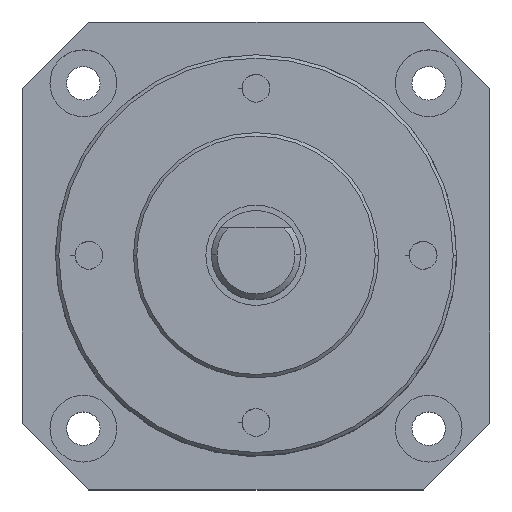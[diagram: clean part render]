
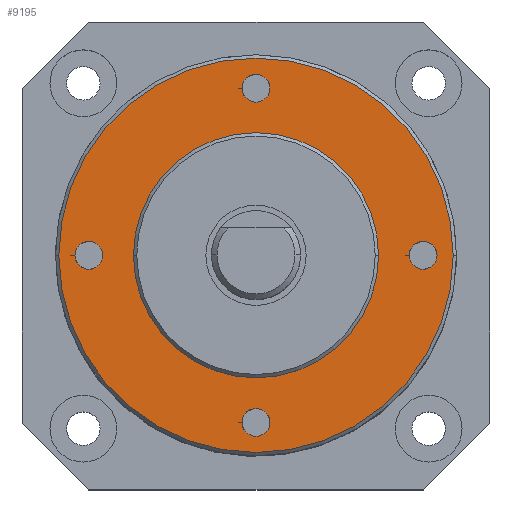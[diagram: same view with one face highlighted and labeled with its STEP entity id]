
A CAD part, top view. The second image highlights one B-rep face of the part: STEP entity #9195.
In plain terms, the highlighted planar face has unit normal (0, 0, 1).
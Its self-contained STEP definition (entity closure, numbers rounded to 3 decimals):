
#126 = EDGE_LOOP ( 'NONE', ( #1213, #1696 ) ) ;
#308 = CARTESIAN_POINT ( 'NONE',  ( -11., 0., 9. ) ) ;
#350 = CIRCLE ( 'NONE', #10346, 1.25 ) ;
#357 = EDGE_CURVE ( 'NONE', #903, #8634, #4687, .T. ) ;
#431 = FACE_OUTER_BOUND ( 'NONE', #2277, .T. ) ;
#454 = DIRECTION ( 'NONE',  ( 0., 0., 1. ) ) ;
#649 = CARTESIAN_POINT ( 'NONE',  ( 0., 0., 9. ) ) ;
#903 = VERTEX_POINT ( 'NONE', #10254 ) ;
#944 = CIRCLE ( 'NONE', #5743, 1.25 ) ;
#1117 = FACE_BOUND ( 'NONE', #6716, .T. ) ;
#1213 = ORIENTED_EDGE ( 'NONE', *, *, #8312, .F. ) ;
#1293 = EDGE_CURVE ( 'NONE', #3072, #7265, #7049, .T. ) ;
#1422 = VERTEX_POINT ( 'NONE', #4705 ) ;
#1436 = AXIS2_PLACEMENT_3D ( 'NONE', #9657, #5390, #3890 ) ;
#1493 = CARTESIAN_POINT ( 'NONE',  ( 15., 0., 9. ) ) ;
#1696 = ORIENTED_EDGE ( 'NONE', *, *, #9847, .F. ) ;
#1732 = DIRECTION ( 'NONE',  ( 0., 0., 1. ) ) ;
#1757 = CARTESIAN_POINT ( 'NONE',  ( 1.25, -15., 9. ) ) ;
#1997 = FACE_BOUND ( 'NONE', #126, .T. ) ;
#2239 = AXIS2_PLACEMENT_3D ( 'NONE', #3930, #10906, #8270 ) ;
#2277 = EDGE_LOOP ( 'NONE', ( #10318, #5325 ) ) ;
#2280 = ORIENTED_EDGE ( 'NONE', *, *, #10532, .F. ) ;
#2303 = CARTESIAN_POINT ( 'NONE',  ( -16.25, 0., 9. ) ) ;
#2309 = AXIS2_PLACEMENT_3D ( 'NONE', #649, #4058, #7455 ) ;
#2508 = CARTESIAN_POINT ( 'NONE',  ( 0., 15., 9. ) ) ;
#2595 = EDGE_CURVE ( 'NONE', #7765, #1422, #4316, .T. ) ;
#2623 = DIRECTION ( 'NONE',  ( 0., 0., 1. ) ) ;
#2661 = AXIS2_PLACEMENT_3D ( 'NONE', #6256, #7987, #6697 ) ;
#2937 = CARTESIAN_POINT ( 'NONE',  ( 13.75, 0., 9. ) ) ;
#3043 = ORIENTED_EDGE ( 'NONE', *, *, #3830, .F. ) ;
#3072 = VERTEX_POINT ( 'NONE', #4750 ) ;
#3172 = CARTESIAN_POINT ( 'NONE',  ( 1.25, 15., 9. ) ) ;
#3229 = DIRECTION ( 'NONE',  ( 1., 0., 0. ) ) ;
#3321 = DIRECTION ( 'NONE',  ( 0., 0., 1. ) ) ;
#3331 = CARTESIAN_POINT ( 'NONE',  ( 16.25, 0., 9. ) ) ;
#3350 = DIRECTION ( 'NONE',  ( 1., 0., 0. ) ) ;
#3736 = CIRCLE ( 'NONE', #3926, 1.25 ) ;
#3749 = VERTEX_POINT ( 'NONE', #5966 ) ;
#3830 = EDGE_CURVE ( 'NONE', #8634, #903, #944, .T. ) ;
#3834 = FACE_BOUND ( 'NONE', #6539, .T. ) ;
#3890 = DIRECTION ( 'NONE',  ( 1., 0., 0. ) ) ;
#3926 = AXIS2_PLACEMENT_3D ( 'NONE', #1493, #4110, #8286 ) ;
#3930 = CARTESIAN_POINT ( 'NONE',  ( -15., 0., 9. ) ) ;
#4058 = DIRECTION ( 'NONE',  ( 0., 0., 1. ) ) ;
#4110 = DIRECTION ( 'NONE',  ( 0., 0., 1. ) ) ;
#4159 = CARTESIAN_POINT ( 'NONE',  ( 0., -15., 9. ) ) ;
#4277 = CIRCLE ( 'NONE', #7484, 11. ) ;
#4306 = CARTESIAN_POINT ( 'NONE',  ( 0., 0., 9. ) ) ;
#4316 = CIRCLE ( 'NONE', #5555, 1.25 ) ;
#4354 = DIRECTION ( 'NONE',  ( 0., 0., 1. ) ) ;
#4403 = DIRECTION ( 'NONE',  ( 0., 0., 1. ) ) ;
#4414 = EDGE_CURVE ( 'NONE', #7265, #3072, #7472, .T. ) ;
#4575 = VERTEX_POINT ( 'NONE', #2303 ) ;
#4687 = CIRCLE ( 'NONE', #10939, 1.25 ) ;
#4705 = CARTESIAN_POINT ( 'NONE',  ( -1.25, -15., 9. ) ) ;
#4750 = CARTESIAN_POINT ( 'NONE',  ( 17.7, 0., 9. ) ) ;
#4843 = ORIENTED_EDGE ( 'NONE', *, *, #7359, .F. ) ;
#5325 = ORIENTED_EDGE ( 'NONE', *, *, #1293, .T. ) ;
#5390 = DIRECTION ( 'NONE',  ( 0., 0., 1. ) ) ;
#5438 = DIRECTION ( 'NONE',  ( 1., 0., 0. ) ) ;
#5555 = AXIS2_PLACEMENT_3D ( 'NONE', #4159, #3321, #10138 ) ;
#5743 = AXIS2_PLACEMENT_3D ( 'NONE', #2508, #4354, #10168 ) ;
#5776 = VERTEX_POINT ( 'NONE', #2937 ) ;
#5966 = CARTESIAN_POINT ( 'NONE',  ( 11., 0., 9. ) ) ;
#6060 = ORIENTED_EDGE ( 'NONE', *, *, #2595, .F. ) ;
#6137 = ORIENTED_EDGE ( 'NONE', *, *, #8032, .F. ) ;
#6158 = CIRCLE ( 'NONE', #8479, 1.25 ) ;
#6227 = FACE_BOUND ( 'NONE', #10654, .T. ) ;
#6256 = CARTESIAN_POINT ( 'NONE',  ( 0., 0., 9. ) ) ;
#6288 = CARTESIAN_POINT ( 'NONE',  ( 0., 15., 9. ) ) ;
#6368 = VERTEX_POINT ( 'NONE', #3331 ) ;
#6508 = ORIENTED_EDGE ( 'NONE', *, *, #10403, .F. ) ;
#6512 = CARTESIAN_POINT ( 'NONE',  ( -17.7, 0., 9. ) ) ;
#6539 = EDGE_LOOP ( 'NONE', ( #6906, #3043 ) ) ;
#6580 = VERTEX_POINT ( 'NONE', #308 ) ;
#6697 = DIRECTION ( 'NONE',  ( 1., 0., 0. ) ) ;
#6716 = EDGE_LOOP ( 'NONE', ( #9223, #6137 ) ) ;
#6906 = ORIENTED_EDGE ( 'NONE', *, *, #357, .F. ) ;
#6957 = CARTESIAN_POINT ( 'NONE',  ( 15., 0., 9. ) ) ;
#7049 = CIRCLE ( 'NONE', #8491, 17.7 ) ;
#7265 = VERTEX_POINT ( 'NONE', #6512 ) ;
#7359 = EDGE_CURVE ( 'NONE', #7927, #4575, #350, .T. ) ;
#7455 = DIRECTION ( 'NONE',  ( 1., 0., 0. ) ) ;
#7472 = CIRCLE ( 'NONE', #2661, 17.7 ) ;
#7484 = AXIS2_PLACEMENT_3D ( 'NONE', #4306, #2623, #5438 ) ;
#7514 = CARTESIAN_POINT ( 'NONE',  ( 0., -15., 9. ) ) ;
#7757 = DIRECTION ( 'NONE',  ( 0., 0., 1. ) ) ;
#7765 = VERTEX_POINT ( 'NONE', #1757 ) ;
#7927 = VERTEX_POINT ( 'NONE', #10419 ) ;
#7987 = DIRECTION ( 'NONE',  ( 0., 0., 1. ) ) ;
#7993 = CIRCLE ( 'NONE', #10505, 1.25 ) ;
#8032 = EDGE_CURVE ( 'NONE', #3749, #6580, #4277, .T. ) ;
#8270 = DIRECTION ( 'NONE',  ( 1., 0., 0. ) ) ;
#8286 = DIRECTION ( 'NONE',  ( 1., 0., 0. ) ) ;
#8312 = EDGE_CURVE ( 'NONE', #5776, #6368, #3736, .T. ) ;
#8325 = EDGE_CURVE ( 'NONE', #6580, #3749, #10174, .T. ) ;
#8421 = CARTESIAN_POINT ( 'NONE',  ( -15., 0., 9. ) ) ;
#8479 = AXIS2_PLACEMENT_3D ( 'NONE', #7514, #10932, #3229 ) ;
#8491 = AXIS2_PLACEMENT_3D ( 'NONE', #8879, #454, #10509 ) ;
#8634 = VERTEX_POINT ( 'NONE', #3172 ) ;
#8753 = DIRECTION ( 'NONE',  ( 1., 0., 0. ) ) ;
#8879 = CARTESIAN_POINT ( 'NONE',  ( 0., 0., 9. ) ) ;
#8917 = FACE_BOUND ( 'NONE', #10283, .T. ) ;
#9195 = ADVANCED_FACE ( 'NONE', ( #431, #1117, #8917, #3834, #1997, #6227 ), #10644, .T. ) ;
#9223 = ORIENTED_EDGE ( 'NONE', *, *, #8325, .F. ) ;
#9657 = CARTESIAN_POINT ( 'NONE',  ( 0., 0., 9. ) ) ;
#9722 = DIRECTION ( 'NONE',  ( 1., 0., 0. ) ) ;
#9847 = EDGE_CURVE ( 'NONE', #6368, #5776, #7993, .T. ) ;
#9926 = CIRCLE ( 'NONE', #2239, 1.25 ) ;
#10138 = DIRECTION ( 'NONE',  ( 1., 0., 0. ) ) ;
#10168 = DIRECTION ( 'NONE',  ( 1., 0., 0. ) ) ;
#10174 = CIRCLE ( 'NONE', #2309, 11. ) ;
#10254 = CARTESIAN_POINT ( 'NONE',  ( -1.25, 15., 9. ) ) ;
#10283 = EDGE_LOOP ( 'NONE', ( #2280, #4843 ) ) ;
#10318 = ORIENTED_EDGE ( 'NONE', *, *, #4414, .T. ) ;
#10346 = AXIS2_PLACEMENT_3D ( 'NONE', #8421, #1732, #3350 ) ;
#10403 = EDGE_CURVE ( 'NONE', #1422, #7765, #6158, .T. ) ;
#10419 = CARTESIAN_POINT ( 'NONE',  ( -13.75, 0., 9. ) ) ;
#10505 = AXIS2_PLACEMENT_3D ( 'NONE', #6957, #4403, #8753 ) ;
#10509 = DIRECTION ( 'NONE',  ( 1., 0., 0. ) ) ;
#10532 = EDGE_CURVE ( 'NONE', #4575, #7927, #9926, .T. ) ;
#10644 = PLANE ( 'NONE',  #1436 ) ;
#10654 = EDGE_LOOP ( 'NONE', ( #6508, #6060 ) ) ;
#10906 = DIRECTION ( 'NONE',  ( 0., 0., 1. ) ) ;
#10932 = DIRECTION ( 'NONE',  ( 0., 0., 1. ) ) ;
#10939 = AXIS2_PLACEMENT_3D ( 'NONE', #6288, #7757, #9722 ) ;
